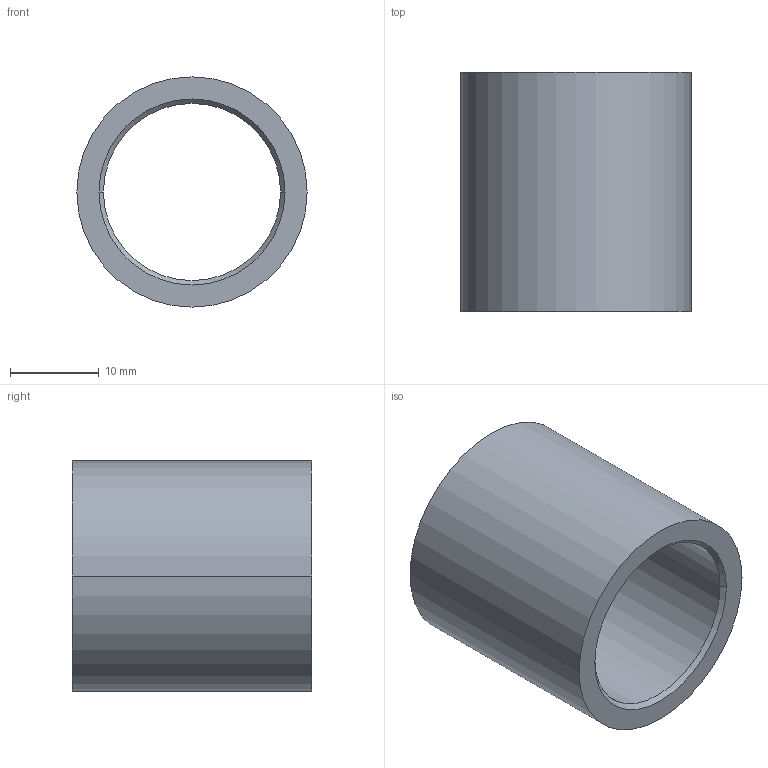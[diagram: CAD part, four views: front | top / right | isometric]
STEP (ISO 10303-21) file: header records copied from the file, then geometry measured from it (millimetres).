
FILE_DESCRIPTION((''),'2;1');
FILE_NAME('5-012','2022-01-09T15:20:41',('Y'),('FoxCAVITY'),'CREO PARAMETRIC BY PTC INC, 2020454','CREO PARAMETRIC BY PTC INC, 2020454','');
FILE_SCHEMA(('CONFIG_CONTROL_DESIGN'));
Length unit declared in the file: millimetre
Products named in the file (1): 5-012
Bounding box: 26 x 27 x 26 mm (x, y, z)
Volume: 5836.8 mm3; surface area: 4299.2 mm2
Topology: 1 solids, 1 shells, 10 faces, 20 edges, 12 vertices
Faces by surface type: cylinder 4, cone 4, plane 2
Entity records: 306 total; most frequent: DIRECTION 52, CARTESIAN_POINT 42, ORIENTED_EDGE 40, AXIS2_PLACEMENT_3D 22, EDGE_CURVE 20, VERTEX_POINT 12, EDGE_LOOP 12, CIRCLE 12
